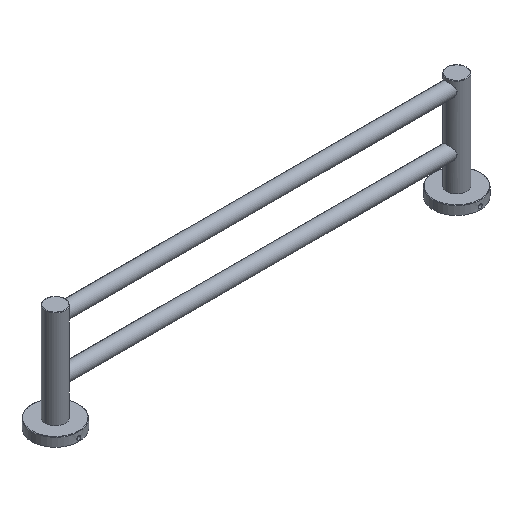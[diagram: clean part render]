
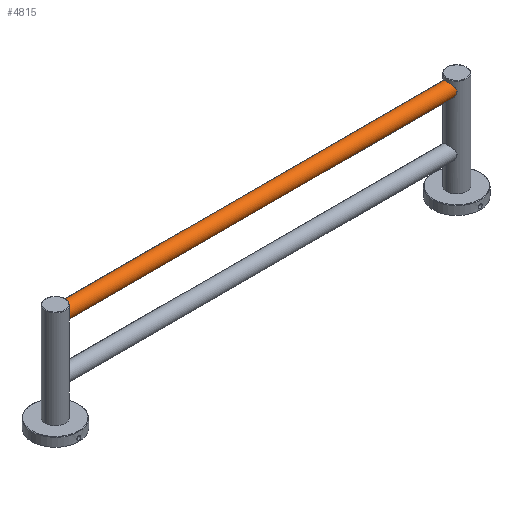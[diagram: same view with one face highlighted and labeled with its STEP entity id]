
A CAD part, isometric view. The second image highlights one B-rep face of the part: STEP entity #4815.
In plain terms, the highlighted cylindrical face has radius 7.75 mm (diameter 15.5 mm), a partial arc.
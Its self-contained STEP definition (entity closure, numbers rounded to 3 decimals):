
#64 = CARTESIAN_POINT ( 'NONE',  ( 0., 0., 0. ) ) ;
#516 = ORIENTED_EDGE ( 'NONE', *, *, #830, .F. ) ;
#560 = VECTOR ( 'NONE', #3885, 1000. ) ;
#830 = EDGE_CURVE ( 'NONE', #3917, #4779, #2285, .T. ) ;
#850 = CARTESIAN_POINT ( 'NONE',  ( 450., 0., 0. ) ) ;
#1041 = CIRCLE ( 'NONE', #4549, 7.75 ) ;
#1152 = LINE ( 'NONE', #1591, #560 ) ;
#1245 = VECTOR ( 'NONE', #1544, 1000. ) ;
#1279 = FACE_OUTER_BOUND ( 'NONE', #3021, .T. ) ;
#1544 = DIRECTION ( 'NONE',  ( -1., 0., 0. ) ) ;
#1591 = CARTESIAN_POINT ( 'NONE',  ( 450., 0., -7.75 ) ) ;
#2110 = CARTESIAN_POINT ( 'NONE',  ( 0., 0., 7.75 ) ) ;
#2285 = LINE ( 'NONE', #3900, #1245 ) ;
#2348 = CARTESIAN_POINT ( 'NONE',  ( 0., 0., -7.75 ) ) ;
#2744 = VERTEX_POINT ( 'NONE', #4548 ) ;
#2857 = EDGE_CURVE ( 'NONE', #4021, #4779, #4644, .T. ) ;
#2858 = DIRECTION ( 'NONE',  ( -1., 0., 0. ) ) ;
#3021 = EDGE_LOOP ( 'NONE', ( #3579, #3136, #4421, #516 ) ) ;
#3103 = CYLINDRICAL_SURFACE ( 'NONE', #3741, 7.75 ) ;
#3136 = ORIENTED_EDGE ( 'NONE', *, *, #4099, .T. ) ;
#3253 = DIRECTION ( 'NONE',  ( 0., 0., 1. ) ) ;
#3558 = DIRECTION ( 'NONE',  ( 0., 0., -1. ) ) ;
#3579 = ORIENTED_EDGE ( 'NONE', *, *, #4273, .F. ) ;
#3588 = DIRECTION ( 'NONE',  ( 1., 0., 0. ) ) ;
#3734 = CARTESIAN_POINT ( 'NONE',  ( 450., 0., 7.75 ) ) ;
#3735 = AXIS2_PLACEMENT_3D ( 'NONE', #64, #4745, #3558 ) ;
#3741 = AXIS2_PLACEMENT_3D ( 'NONE', #4420, #2858, #3253 ) ;
#3885 = DIRECTION ( 'NONE',  ( -1., 0., 0. ) ) ;
#3900 = CARTESIAN_POINT ( 'NONE',  ( 450., 0., 7.75 ) ) ;
#3917 = VERTEX_POINT ( 'NONE', #3734 ) ;
#4021 = VERTEX_POINT ( 'NONE', #2348 ) ;
#4057 = DIRECTION ( 'NONE',  ( 0., 0., -1. ) ) ;
#4099 = EDGE_CURVE ( 'NONE', #2744, #4021, #1152, .T. ) ;
#4273 = EDGE_CURVE ( 'NONE', #2744, #3917, #1041, .T. ) ;
#4420 = CARTESIAN_POINT ( 'NONE',  ( 450., 0., 0. ) ) ;
#4421 = ORIENTED_EDGE ( 'NONE', *, *, #2857, .T. ) ;
#4548 = CARTESIAN_POINT ( 'NONE',  ( 450., 0., -7.75 ) ) ;
#4549 = AXIS2_PLACEMENT_3D ( 'NONE', #850, #3588, #4057 ) ;
#4644 = CIRCLE ( 'NONE', #3735, 7.75 ) ;
#4745 = DIRECTION ( 'NONE',  ( 1., 0., 0. ) ) ;
#4779 = VERTEX_POINT ( 'NONE', #2110 ) ;
#4815 = ADVANCED_FACE ( 'NONE', ( #1279 ), #3103, .T. ) ;
